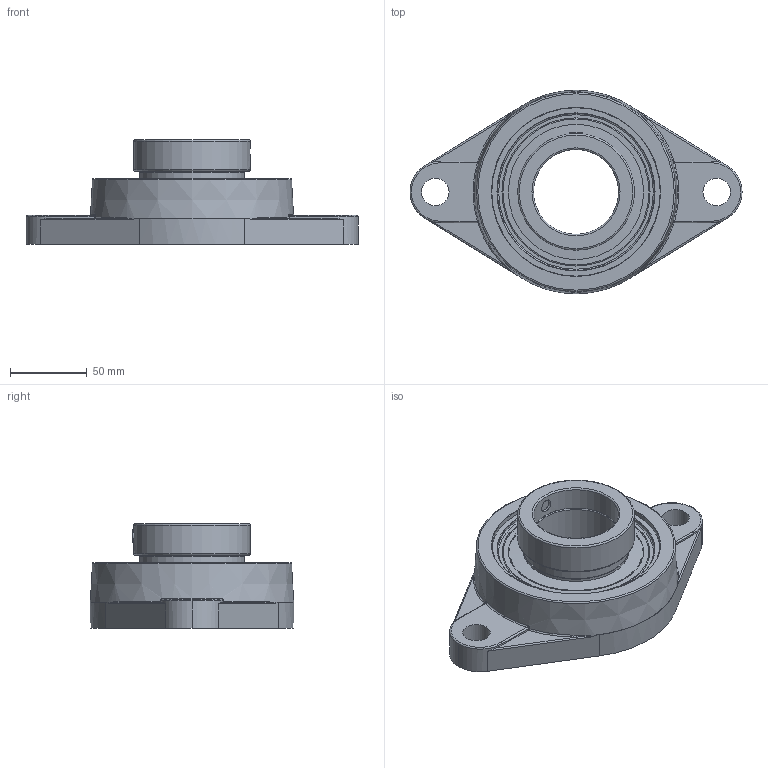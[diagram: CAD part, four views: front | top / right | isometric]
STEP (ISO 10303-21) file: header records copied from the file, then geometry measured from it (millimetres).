
FILE_DESCRIPTION(('HOOPS Exchange Step'),'2;1');
FILE_NAME('export-5F54DFB2-71C4-4827-A8D2-001E984A542F.stp','2020-05-18T15:50:04-07:00',('dkerr'),('Alibre'),'HOOPS Exchange 2020.0','Alibre','Unknown authorisation');
FILE_SCHEMA( ('AP242_MANAGED_MODEL_BASED_3D_ENGINEERING_MIM_LF {1 0 10303 442 1 1 4 }') );
Length unit declared in the file: inch
Products named in the file (8): MRN SFTM L4L 211; SNC 211 (Ball Bearing); SNC 211 (Shield); SNC 211 (Setscrew); SNC 211-35 (Collar); SNC 211-35 L4L (2.1875inch) (Race); MRN SNC 211-35 L4L (2.1875inch); MRN SNCSFTM 211-35 L4L (2.1875inch)
Assembly tree (8 placements, depth 3):
  MRN SNCSFTM 211-35 L4L (2.1875inch)
    MRN SFTM L4L 211
    MRN SNC 211-35 L4L (2.1875inch)
      SNC 211 (Ball Bearing)
      SNC 211 (Shield)  x2
      SNC 211 (Setscrew)
      SNC 211-35 (Collar)
      SNC 211-35 L4L (2.1875inch) (Race)
Bounding box: 217 x 133 x 68.6 mm (x, y, z)
Volume: 466905.6 mm3; surface area: 127420 mm2
Topology: 17 solids, 17 shells, 171 faces, 457 edges, 297 vertices
Faces by surface type: plane 51, cylinder 48, torus 26, sphere 17, bspline 16, cone 13
Full cylindrical faces by diameter (mm): 8.382 x3, 18 x2, 55.562 x2, 64.973 x2, 68.58 x4, 69.342 x2, 76.2 x1, 87.884 x2, 88.392 x2, 102.825 x1, 104.825 x1, 110.1 x1
Entity records: 12541 total; most frequent: CARTESIAN_POINT 8284, DIRECTION 891, ORIENTED_EDGE 820, EDGE_CURVE 410, AXIS2_PLACEMENT_3D 388, VERTEX_POINT 283, CIRCLE 216, EDGE_LOOP 185
